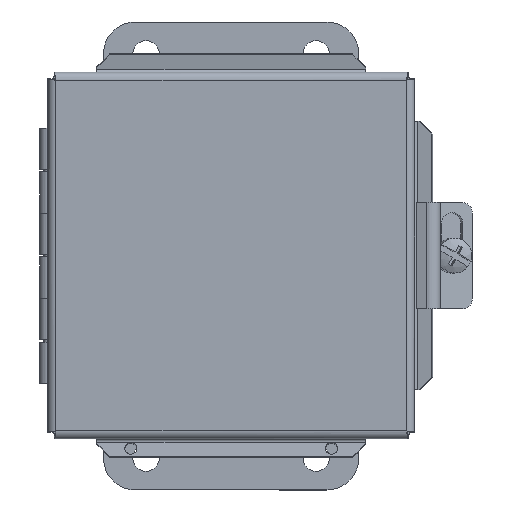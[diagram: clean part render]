
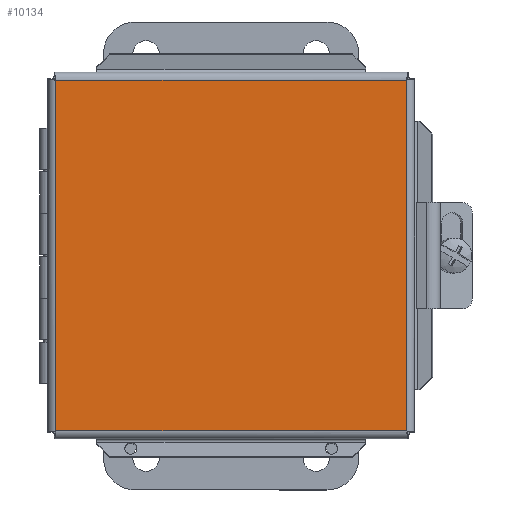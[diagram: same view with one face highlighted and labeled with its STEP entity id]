
A CAD part, top view. The second image highlights one B-rep face of the part: STEP entity #10134.
In plain terms, the highlighted face is planar.
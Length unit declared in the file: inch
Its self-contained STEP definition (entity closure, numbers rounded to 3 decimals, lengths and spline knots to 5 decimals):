
#9453=CARTESIAN_POINT('',(4.21675,0.09325,0.));
#9454=VERTEX_POINT('',#9453);
#9465=CARTESIAN_POINT('',(4.21675,4.21675,0.));
#9466=VERTEX_POINT('',#9465);
#9467=CARTESIAN_POINT('',(4.21675,4.21675,0.));
#9468=DIRECTION('',(0.0,-1.0,0.0));
#9469=VECTOR('',#9468,4.1235);
#9470=LINE('',#9467,#9469);
#9471=EDGE_CURVE('',#9466,#9454,#9470,.T.);
#9631=CARTESIAN_POINT('',(0.09325,0.09325,0.));
#9632=VERTEX_POINT('',#9631);
#9643=CARTESIAN_POINT('',(4.21675,0.09325,0.));
#9644=DIRECTION('',(-1.0,0.0,0.0));
#9645=VECTOR('',#9644,4.1235);
#9646=LINE('',#9643,#9645);
#9647=EDGE_CURVE('',#9454,#9632,#9646,.T.);
#9800=CARTESIAN_POINT('',(0.09325,4.21675,0.));
#9801=VERTEX_POINT('',#9800);
#9812=CARTESIAN_POINT('',(0.09325,0.09325,0.));
#9813=DIRECTION('',(0.0,1.0,0.0));
#9814=VECTOR('',#9813,4.1235);
#9815=LINE('',#9812,#9814);
#9816=EDGE_CURVE('',#9632,#9801,#9815,.T.);
#9979=CARTESIAN_POINT('',(0.09325,4.21675,0.));
#9980=DIRECTION('',(1.0,0.0,0.0));
#9981=VECTOR('',#9980,4.1235);
#9982=LINE('',#9979,#9981);
#9983=EDGE_CURVE('',#9801,#9466,#9982,.T.);
#10123=CARTESIAN_POINT('',(2.155,2.155,0.));
#10124=DIRECTION('',(0.0,0.0,1.0));
#10125=DIRECTION('',(1.0,0.0,0.0));
#10126=AXIS2_PLACEMENT_3D('',#10123,#10124,#10125);
#10127=PLANE('',#10126);
#10128=ORIENTED_EDGE('',*,*,#9471,.T.);
#10129=ORIENTED_EDGE('',*,*,#9647,.T.);
#10130=ORIENTED_EDGE('',*,*,#9816,.T.);
#10131=ORIENTED_EDGE('',*,*,#9983,.T.);
#10132=EDGE_LOOP('',(#10128,#10129,#10130,#10131));
#10133=FACE_OUTER_BOUND('',#10132,.T.);
#10134=ADVANCED_FACE('',(#10133),#10127,.F.);
